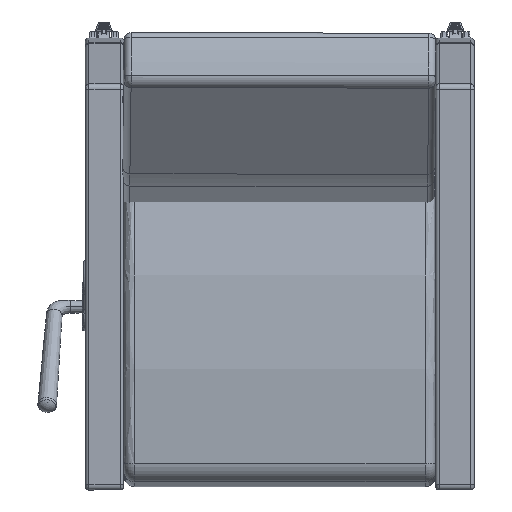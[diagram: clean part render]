
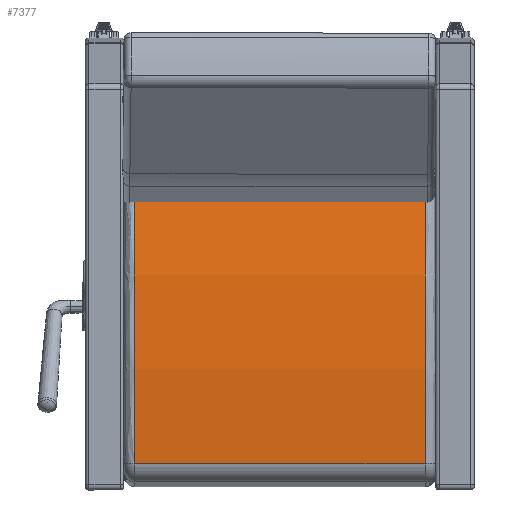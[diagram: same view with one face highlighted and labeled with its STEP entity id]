
A CAD part, front view. The second image highlights one B-rep face of the part: STEP entity #7377.
In plain terms, the highlighted free-form (B-spline) face has degree [1, 2] with [2, 3] control points.
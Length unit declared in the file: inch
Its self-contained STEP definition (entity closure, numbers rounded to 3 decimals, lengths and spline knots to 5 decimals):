
#641=(
BOUNDED_SURFACE()
B_SPLINE_SURFACE(1,2,((#11886,#11887,#11888),(#11889,#11890,#11891)),
 .UNSPECIFIED.,.F.,.F.,.F.)
B_SPLINE_SURFACE_WITH_KNOTS((2,2),(3,3),(-0.17276,0.17276),
(1.36178,1.69928),.UNSPECIFIED.)
GEOMETRIC_REPRESENTATION_ITEM()
RATIONAL_B_SPLINE_SURFACE(((1.,0.986,1.),(1.,0.986,
1.)))
REPRESENTATION_ITEM('')
SURFACE()
);
#677=LINE('',#11884,#1128);
#678=LINE('',#11893,#1129);
#1128=VECTOR('',#9166,0.3937);
#1129=VECTOR('',#9169,0.3937);
#1836=FACE_OUTER_BOUND('',#2354,.T.);
#2354=EDGE_LOOP('',(#5299,#5300,#5301,#5302));
#3486=ELLIPSE('',#8049,60.05357,60.);
#3496=ELLIPSE('',#8077,60.05357,60.);
#3518=VERTEX_POINT('',#11676);
#3519=VERTEX_POINT('',#11677);
#3544=VERTEX_POINT('',#11883);
#3545=VERTEX_POINT('',#11892);
#4183=EDGE_CURVE('',#3518,#3519,#3486,.T.);
#4221=EDGE_CURVE('',#3519,#3544,#677,.T.);
#4223=EDGE_CURVE('',#3518,#3545,#678,.T.);
#4224=EDGE_CURVE('',#3544,#3545,#3496,.T.);
#5299=ORIENTED_EDGE('',*,*,#4183,.F.);
#5300=ORIENTED_EDGE('',*,*,#4223,.T.);
#5301=ORIENTED_EDGE('',*,*,#4224,.F.);
#5302=ORIENTED_EDGE('',*,*,#4221,.F.);
#7377=ADVANCED_FACE('',(#1836),#641,.F.);
#8049=AXIS2_PLACEMENT_3D('',#11678,#9098,#9099);
#8077=AXIS2_PLACEMENT_3D('',#11894,#9170,#9171);
#9098=DIRECTION('center_axis',(0.,0.,-1.));
#9099=DIRECTION('ref_axis',(1.,0.,0.));
#9166=DIRECTION('',(0.,0.,1.));
#9169=DIRECTION('',(0.,0.,1.));
#9170=DIRECTION('center_axis',(0.,0.,1.));
#9171=DIRECTION('ref_axis',(1.,0.,0.));
#11676=CARTESIAN_POINT('',(-10.04459,1.25621,-10.375));
#11677=CARTESIAN_POINT('',(10.1114,0.44486,-10.375));
#11678=CARTESIAN_POINT('Origin',(-2.34979,-58.24922,-10.375));
#11883=CARTESIAN_POINT('',(10.1114,0.44486,10.375));
#11884=CARTESIAN_POINT('',(10.1114,0.44486,0.));
#11886=CARTESIAN_POINT('Ctrl Pts',(10.1114,0.44486,-10.375));
#11887=CARTESIAN_POINT('Ctrl Pts',(0.10258,2.56602,-10.375));
#11888=CARTESIAN_POINT('Ctrl Pts',(-10.04459,1.25621,-10.375));
#11889=CARTESIAN_POINT('Ctrl Pts',(10.1114,0.44486,10.375));
#11890=CARTESIAN_POINT('Ctrl Pts',(0.10258,2.56602,10.375));
#11891=CARTESIAN_POINT('Ctrl Pts',(-10.04459,1.25621,10.375));
#11892=CARTESIAN_POINT('',(-10.04459,1.25621,10.375));
#11893=CARTESIAN_POINT('',(-10.04459,1.25621,0.));
#11894=CARTESIAN_POINT('Origin',(-2.34979,-58.24922,10.375));
